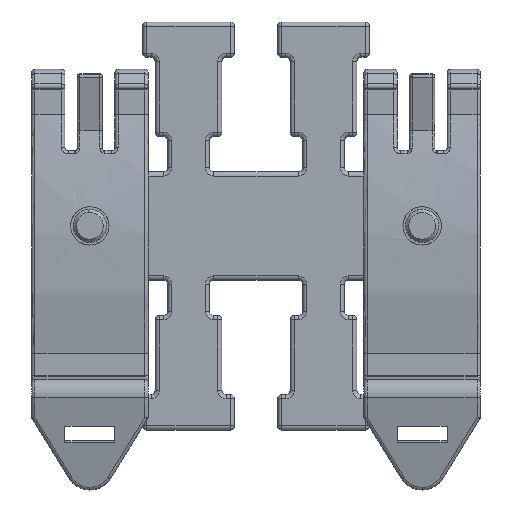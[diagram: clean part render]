
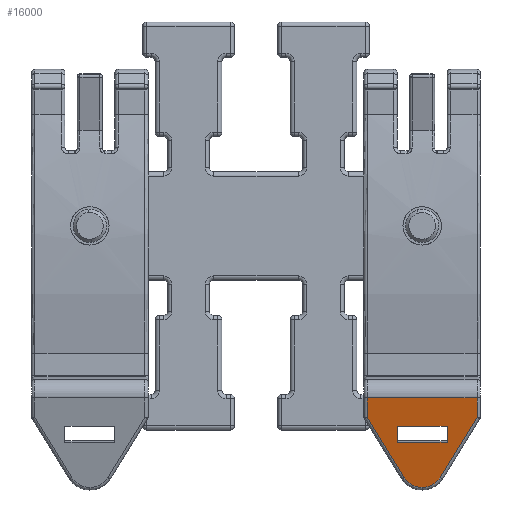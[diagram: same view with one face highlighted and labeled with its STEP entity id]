
A CAD part, top view. The second image highlights one B-rep face of the part: STEP entity #16000.
In plain terms, the highlighted face is planar.
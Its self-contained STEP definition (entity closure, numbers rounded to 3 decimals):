
#30 = ORIENTED_EDGE ( 'NONE', *, *, #12982, .F. ) ;
#34 = CARTESIAN_POINT ( 'NONE',  ( -19.163, 6.239, 0.4 ) ) ;
#45 = VECTOR ( 'NONE', #4596, 1000. ) ;
#138 = VECTOR ( 'NONE', #5836, 1000. ) ;
#292 = EDGE_CURVE ( 'NONE', #2106, #11365, #10363, .T. ) ;
#452 = EDGE_CURVE ( 'NONE', #10525, #12973, #14638, .T. ) ;
#789 = CARTESIAN_POINT ( 'NONE',  ( -22.575, 5.331, 10. ) ) ;
#815 = CARTESIAN_POINT ( 'NONE',  ( -24.508, 4.817, 4. ) ) ;
#1096 = VECTOR ( 'NONE', #14574, 1000. ) ;
#1258 = CARTESIAN_POINT ( 'NONE',  ( -27.496, 4.021, 7. ) ) ;
#1438 = VECTOR ( 'NONE', #8635, 1000. ) ;
#1444 = LINE ( 'NONE', #5469, #8791 ) ;
#1951 = PLANE ( 'NONE',  #5123 ) ;
#1983 = CARTESIAN_POINT ( 'NONE',  ( -19.163, 6.239, 13.6 ) ) ;
#2106 = VERTEX_POINT ( 'NONE', #789 ) ;
#2109 = CARTESIAN_POINT ( 'NONE',  ( -28.733, 3.692, 9.156 ) ) ;
#2222 = LINE ( 'NONE', #12498, #9566 ) ;
#2282 = DIRECTION ( 'NONE',  ( 0., 0., -1. ) ) ;
#2325 = EDGE_CURVE ( 'NONE', #15340, #9178, #1444, .T. ) ;
#2645 = CARTESIAN_POINT ( 'NONE',  ( -21.503, 5.617, 0.4 ) ) ;
#2928 = DIRECTION ( 'NONE',  ( -0.966, -0.257, 0. ) ) ;
#3002 = VERTEX_POINT ( 'NONE', #10785 ) ;
#3193 = LINE ( 'NONE', #1983, #1096 ) ;
#3538 = EDGE_LOOP ( 'NONE', ( #14057, #10371, #8519, #5562, #8441, #7709, #13858 ) ) ;
#3605 = DIRECTION ( 'NONE',  ( -0.966, -0.257, 0. ) ) ;
#3610 = LINE ( 'NONE', #815, #1438 ) ;
#3636 = EDGE_LOOP ( 'NONE', ( #30, #15520, #11339, #15412 ) ) ;
#4041 = CIRCLE ( 'NONE', #13770, 2.508 ) ;
#4171 = DIRECTION ( 'NONE',  ( -0.257, 0.966, 0. ) ) ;
#4596 = DIRECTION ( 'NONE',  ( 0.831, 0.221, 0.511 ) ) ;
#4634 = EDGE_CURVE ( 'NONE', #12973, #5179, #3193, .T. ) ;
#4766 = CARTESIAN_POINT ( 'NONE',  ( -21.503, 5.617, 13.6 ) ) ;
#5077 = LINE ( 'NONE', #10100, #10853 ) ;
#5123 = AXIS2_PLACEMENT_3D ( 'NONE', #10434, #4171, #2928 ) ;
#5179 = VERTEX_POINT ( 'NONE', #12797 ) ;
#5469 = CARTESIAN_POINT ( 'NONE',  ( -25.543, 4.541, 2.883 ) ) ;
#5494 = FACE_OUTER_BOUND ( 'NONE', #3538, .T. ) ;
#5562 = ORIENTED_EDGE ( 'NONE', *, *, #15208, .T. ) ;
#5831 = DIRECTION ( 'NONE',  ( -0.257, 0.966, 0. ) ) ;
#5836 = DIRECTION ( 'NONE',  ( -0.966, -0.257, 0. ) ) ;
#5960 = VERTEX_POINT ( 'NONE', #34 ) ;
#5988 = CARTESIAN_POINT ( 'NONE',  ( -19.163, 6.239, 14. ) ) ;
#6063 = DIRECTION ( 'NONE',  ( 0.966, 0.257, 0. ) ) ;
#6538 = DIRECTION ( 'NONE',  ( -0.831, -0.221, 0.511 ) ) ;
#6688 = CARTESIAN_POINT ( 'NONE',  ( -24.508, 4.817, 4. ) ) ;
#7023 = CARTESIAN_POINT ( 'NONE',  ( -22.575, 5.331, 4. ) ) ;
#7253 = DIRECTION ( 'NONE',  ( -0.966, -0.257, 0. ) ) ;
#7522 = DIRECTION ( 'NONE',  ( -0.257, 0.966, 0. ) ) ;
#7709 = ORIENTED_EDGE ( 'NONE', *, *, #452, .T. ) ;
#8052 = VERTEX_POINT ( 'NONE', #8842 ) ;
#8075 = LINE ( 'NONE', #8561, #138 ) ;
#8161 = VERTEX_POINT ( 'NONE', #6688 ) ;
#8311 = CARTESIAN_POINT ( 'NONE',  ( -27.496, 4.021, 7. ) ) ;
#8441 = ORIENTED_EDGE ( 'NONE', *, *, #8775, .T. ) ;
#8519 = ORIENTED_EDGE ( 'NONE', *, *, #2325, .T. ) ;
#8561 = CARTESIAN_POINT ( 'NONE',  ( -24.508, 4.817, 4. ) ) ;
#8635 = DIRECTION ( 'NONE',  ( 0., 0., 1. ) ) ;
#8775 = EDGE_CURVE ( 'NONE', #8052, #10525, #4041, .T. ) ;
#8791 = VECTOR ( 'NONE', #6538, 1000. ) ;
#8842 = CARTESIAN_POINT ( 'NONE',  ( -29.919, 3.376, 7. ) ) ;
#9178 = VERTEX_POINT ( 'NONE', #13448 ) ;
#9220 = VECTOR ( 'NONE', #12809, 1000. ) ;
#9566 = VECTOR ( 'NONE', #7253, 1000. ) ;
#9837 = CIRCLE ( 'NONE', #15343, 2.508 ) ;
#10100 = CARTESIAN_POINT ( 'NONE',  ( -24.508, 4.817, 10. ) ) ;
#10363 = LINE ( 'NONE', #13971, #9220 ) ;
#10371 = ORIENTED_EDGE ( 'NONE', *, *, #15679, .T. ) ;
#10434 = CARTESIAN_POINT ( 'NONE',  ( -19.163, 6.239, 14. ) ) ;
#10525 = VERTEX_POINT ( 'NONE', #2109 ) ;
#10678 = EDGE_CURVE ( 'NONE', #5179, #5960, #14949, .T. ) ;
#10685 = CARTESIAN_POINT ( 'NONE',  ( -19.603, 6.122, 14.767 ) ) ;
#10721 = EDGE_CURVE ( 'NONE', #3002, #2106, #5077, .T. ) ;
#10785 = CARTESIAN_POINT ( 'NONE',  ( -24.508, 4.817, 10. ) ) ;
#10853 = VECTOR ( 'NONE', #6063, 1000. ) ;
#11278 = DIRECTION ( 'NONE',  ( -0.966, -0.257, 0. ) ) ;
#11339 = ORIENTED_EDGE ( 'NONE', *, *, #292, .F. ) ;
#11365 = VERTEX_POINT ( 'NONE', #7023 ) ;
#12422 = VECTOR ( 'NONE', #2282, 1000. ) ;
#12498 = CARTESIAN_POINT ( 'NONE',  ( -21.529, 5.61, 0.4 ) ) ;
#12797 = CARTESIAN_POINT ( 'NONE',  ( -19.163, 6.239, 13.6 ) ) ;
#12809 = DIRECTION ( 'NONE',  ( 0., 0., -1. ) ) ;
#12956 = EDGE_CURVE ( 'NONE', #11365, #8161, #8075, .T. ) ;
#12973 = VERTEX_POINT ( 'NONE', #4766 ) ;
#12982 = EDGE_CURVE ( 'NONE', #8161, #3002, #3610, .T. ) ;
#13298 = FACE_BOUND ( 'NONE', #3636, .T. ) ;
#13448 = CARTESIAN_POINT ( 'NONE',  ( -28.733, 3.692, 4.844 ) ) ;
#13770 = AXIS2_PLACEMENT_3D ( 'NONE', #8311, #5831, #3605 ) ;
#13858 = ORIENTED_EDGE ( 'NONE', *, *, #4634, .T. ) ;
#13971 = CARTESIAN_POINT ( 'NONE',  ( -22.575, 5.331, 4. ) ) ;
#14057 = ORIENTED_EDGE ( 'NONE', *, *, #10678, .T. ) ;
#14574 = DIRECTION ( 'NONE',  ( 0.966, 0.257, 0. ) ) ;
#14638 = LINE ( 'NONE', #10685, #45 ) ;
#14949 = LINE ( 'NONE', #5988, #12422 ) ;
#15208 = EDGE_CURVE ( 'NONE', #9178, #8052, #9837, .T. ) ;
#15340 = VERTEX_POINT ( 'NONE', #2645 ) ;
#15343 = AXIS2_PLACEMENT_3D ( 'NONE', #1258, #7522, #11278 ) ;
#15412 = ORIENTED_EDGE ( 'NONE', *, *, #10721, .F. ) ;
#15520 = ORIENTED_EDGE ( 'NONE', *, *, #12956, .F. ) ;
#15679 = EDGE_CURVE ( 'NONE', #5960, #15340, #2222, .T. ) ;
#16000 = ADVANCED_FACE ( 'NONE', ( #13298, #5494 ), #1951, .T. ) ;
